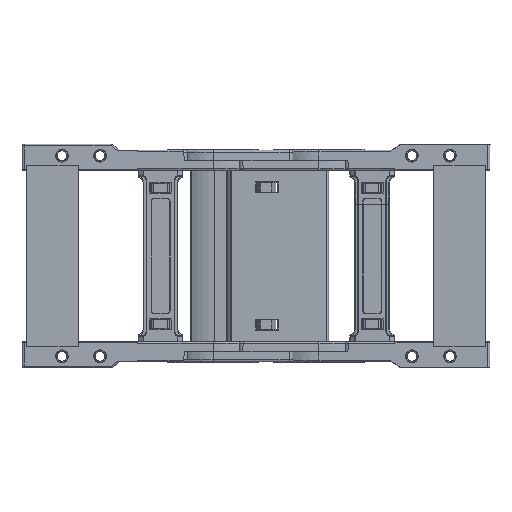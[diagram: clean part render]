
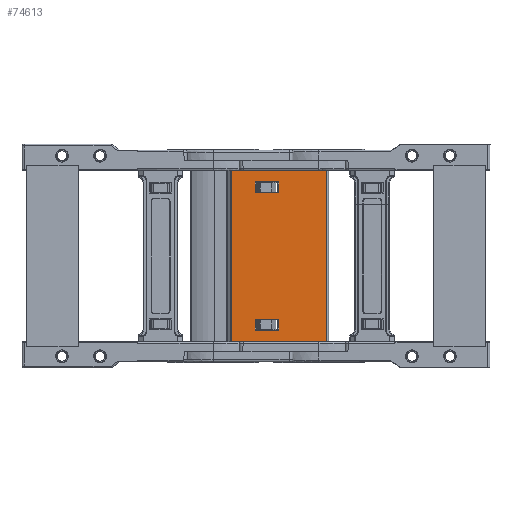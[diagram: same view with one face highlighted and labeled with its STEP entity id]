
A CAD part, front view. The second image highlights one B-rep face of the part: STEP entity #74613.
In plain terms, the highlighted planar face has unit normal (0, -1, 0).
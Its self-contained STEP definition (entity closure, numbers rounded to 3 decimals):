
#971 = LINE ( 'NONE', #5728, #23224 ) ;
#2511 = DIRECTION ( 'NONE',  ( -1., 0., 0. ) ) ;
#4118 = VERTEX_POINT ( 'NONE', #6252 ) ;
#4136 = EDGE_CURVE ( 'NONE', #73930, #48459, #971, .T. ) ;
#4466 = CARTESIAN_POINT ( 'NONE',  ( -61.76, 143.654, 11.547 ) ) ;
#4484 = LINE ( 'NONE', #108401, #47036 ) ;
#5728 = CARTESIAN_POINT ( 'NONE',  ( -61.76, 143.654, 5.247 ) ) ;
#5772 = CARTESIAN_POINT ( 'NONE',  ( -33.78, 143.654, 99.497 ) ) ;
#6252 = CARTESIAN_POINT ( 'NONE',  ( -75.76, 143.654, 86.447 ) ) ;
#6735 = VERTEX_POINT ( 'NONE', #109326 ) ;
#7733 = LINE ( 'NONE', #123649, #138958 ) ;
#8021 = EDGE_CURVE ( 'NONE', #46198, #152777, #82658, .T. ) ;
#9010 = FACE_OUTER_BOUND ( 'NONE', #136355, .T. ) ;
#9229 = CARTESIAN_POINT ( 'NONE',  ( -61.76, 143.654, 86.447 ) ) ;
#9558 = CARTESIAN_POINT ( 'NONE',  ( -61.76, 143.654, 92.747 ) ) ;
#9837 = CARTESIAN_POINT ( 'NONE',  ( -61.76, 143.654, 11.547 ) ) ;
#12742 = ORIENTED_EDGE ( 'NONE', *, *, #4136, .T. ) ;
#14086 = CARTESIAN_POINT ( 'NONE',  ( -75.76, 143.654, 5.247 ) ) ;
#19838 = LINE ( 'NONE', #9837, #145558 ) ;
#22457 = DIRECTION ( 'NONE',  ( 1., 0., 0. ) ) ;
#22618 = LINE ( 'NONE', #73530, #111360 ) ;
#23224 = VECTOR ( 'NONE', #42921, 1000. ) ;
#28019 = EDGE_LOOP ( 'NONE', ( #31972, #98475, #64938, #77421 ) ) ;
#29324 = FACE_BOUND ( 'NONE', #71122, .T. ) ;
#30074 = DIRECTION ( 'NONE',  ( 1., 0., 0. ) ) ;
#31367 = ORIENTED_EDGE ( 'NONE', *, *, #57195, .F. ) ;
#31972 = ORIENTED_EDGE ( 'NONE', *, *, #60799, .F. ) ;
#33740 = CARTESIAN_POINT ( 'NONE',  ( -61.76, 143.654, 11.547 ) ) ;
#34483 = CARTESIAN_POINT ( 'NONE',  ( -75.76, 143.654, 92.747 ) ) ;
#41971 = DIRECTION ( 'NONE',  ( 0., 0., 1. ) ) ;
#42921 = DIRECTION ( 'NONE',  ( -1., 0., 0. ) ) ;
#43959 = CARTESIAN_POINT ( 'NONE',  ( -89.98, 143.654, -83.122 ) ) ;
#44719 = VERTEX_POINT ( 'NONE', #84610 ) ;
#45839 = EDGE_CURVE ( 'NONE', #147720, #64354, #22618, .T. ) ;
#46037 = CARTESIAN_POINT ( 'NONE',  ( -61.76, 143.654, 5.247 ) ) ;
#46198 = VERTEX_POINT ( 'NONE', #63735 ) ;
#47036 = VECTOR ( 'NONE', #95024, 1000. ) ;
#47443 = VERTEX_POINT ( 'NONE', #34483 ) ;
#48459 = VERTEX_POINT ( 'NONE', #14086 ) ;
#51304 = VECTOR ( 'NONE', #22457, 1000. ) ;
#53334 = VECTOR ( 'NONE', #91177, 1000. ) ;
#55677 = VECTOR ( 'NONE', #59807, 1000. ) ;
#56856 = DIRECTION ( 'NONE',  ( 0., 0., -1. ) ) ;
#57195 = EDGE_CURVE ( 'NONE', #147720, #46198, #87044, .T. ) ;
#58651 = VECTOR ( 'NONE', #149349, 1000. ) ;
#59807 = DIRECTION ( 'NONE',  ( 0., 0., 1. ) ) ;
#60799 = EDGE_CURVE ( 'NONE', #4118, #6735, #79062, .T. ) ;
#63735 = CARTESIAN_POINT ( 'NONE',  ( -89.98, 143.654, 99.497 ) ) ;
#64133 = VECTOR ( 'NONE', #69184, 1000. ) ;
#64354 = VERTEX_POINT ( 'NONE', #90802 ) ;
#64938 = ORIENTED_EDGE ( 'NONE', *, *, #110036, .F. ) ;
#65748 = EDGE_CURVE ( 'NONE', #126626, #73930, #19838, .T. ) ;
#68251 = DIRECTION ( 'NONE',  ( 0., 0., 1. ) ) ;
#69184 = DIRECTION ( 'NONE',  ( 0., 0., 1. ) ) ;
#71122 = EDGE_LOOP ( 'NONE', ( #102497, #93921, #12742, #132703 ) ) ;
#73530 = CARTESIAN_POINT ( 'NONE',  ( -58.76, 143.654, -1.503 ) ) ;
#73930 = VERTEX_POINT ( 'NONE', #46037 ) ;
#74613 = ADVANCED_FACE ( 'NONE', ( #29324, #9010, #110649 ), #96767, .F. ) ;
#75698 = EDGE_CURVE ( 'NONE', #44719, #126626, #116103, .T. ) ;
#77056 = LINE ( 'NONE', #119162, #97326 ) ;
#77421 = ORIENTED_EDGE ( 'NONE', *, *, #116319, .F. ) ;
#77504 = CARTESIAN_POINT ( 'NONE',  ( -58.76, 143.654, 99.497 ) ) ;
#79062 = LINE ( 'NONE', #81401, #51304 ) ;
#81401 = CARTESIAN_POINT ( 'NONE',  ( -61.76, 143.654, 86.447 ) ) ;
#82658 = LINE ( 'NONE', #77504, #58651 ) ;
#84610 = CARTESIAN_POINT ( 'NONE',  ( -75.76, 143.654, 11.547 ) ) ;
#87044 = LINE ( 'NONE', #43959, #109213 ) ;
#88598 = ORIENTED_EDGE ( 'NONE', *, *, #95812, .T. ) ;
#90802 = CARTESIAN_POINT ( 'NONE',  ( -33.78, 143.654, -1.503 ) ) ;
#91177 = DIRECTION ( 'NONE',  ( 1., 0., 0. ) ) ;
#91820 = LINE ( 'NONE', #151368, #64133 ) ;
#93921 = ORIENTED_EDGE ( 'NONE', *, *, #65748, .T. ) ;
#95024 = DIRECTION ( 'NONE',  ( 0., 0., 1. ) ) ;
#95812 = EDGE_CURVE ( 'NONE', #64354, #152777, #91820, .T. ) ;
#96767 = PLANE ( 'NONE',  #147685 ) ;
#97326 = VECTOR ( 'NONE', #2511, 1000. ) ;
#97460 = ORIENTED_EDGE ( 'NONE', *, *, #8021, .F. ) ;
#98475 = ORIENTED_EDGE ( 'NONE', *, *, #115027, .F. ) ;
#99886 = EDGE_CURVE ( 'NONE', #48459, #44719, #4484, .T. ) ;
#102497 = ORIENTED_EDGE ( 'NONE', *, *, #75698, .T. ) ;
#108401 = CARTESIAN_POINT ( 'NONE',  ( -75.76, 143.654, 11.547 ) ) ;
#108583 = VERTEX_POINT ( 'NONE', #9558 ) ;
#109146 = CARTESIAN_POINT ( 'NONE',  ( -58.76, 143.654, -1.503 ) ) ;
#109213 = VECTOR ( 'NONE', #68251, 1000. ) ;
#109326 = CARTESIAN_POINT ( 'NONE',  ( -61.76, 143.654, 86.447 ) ) ;
#110036 = EDGE_CURVE ( 'NONE', #108583, #47443, #77056, .T. ) ;
#110649 = FACE_BOUND ( 'NONE', #28019, .T. ) ;
#111245 = CARTESIAN_POINT ( 'NONE',  ( -89.98, 143.654, -1.503 ) ) ;
#111360 = VECTOR ( 'NONE', #30074, 1000. ) ;
#115027 = EDGE_CURVE ( 'NONE', #47443, #4118, #7733, .T. ) ;
#116103 = LINE ( 'NONE', #33740, #53334 ) ;
#116319 = EDGE_CURVE ( 'NONE', #6735, #108583, #129554, .T. ) ;
#119162 = CARTESIAN_POINT ( 'NONE',  ( -61.76, 143.654, 92.747 ) ) ;
#119559 = ORIENTED_EDGE ( 'NONE', *, *, #45839, .T. ) ;
#123649 = CARTESIAN_POINT ( 'NONE',  ( -75.76, 143.654, 86.447 ) ) ;
#126626 = VERTEX_POINT ( 'NONE', #4466 ) ;
#129554 = LINE ( 'NONE', #9229, #55677 ) ;
#132703 = ORIENTED_EDGE ( 'NONE', *, *, #99886, .T. ) ;
#132919 = DIRECTION ( 'NONE',  ( 0., 1., 0. ) ) ;
#136355 = EDGE_LOOP ( 'NONE', ( #88598, #97460, #31367, #119559 ) ) ;
#138958 = VECTOR ( 'NONE', #148041, 1000. ) ;
#145558 = VECTOR ( 'NONE', #56856, 1000. ) ;
#147685 = AXIS2_PLACEMENT_3D ( 'NONE', #109146, #132919, #41971 ) ;
#147720 = VERTEX_POINT ( 'NONE', #111245 ) ;
#148041 = DIRECTION ( 'NONE',  ( 0., 0., -1. ) ) ;
#149349 = DIRECTION ( 'NONE',  ( 1., 0., 0. ) ) ;
#151368 = CARTESIAN_POINT ( 'NONE',  ( -33.78, 143.654, -83.122 ) ) ;
#152777 = VERTEX_POINT ( 'NONE', #5772 ) ;
